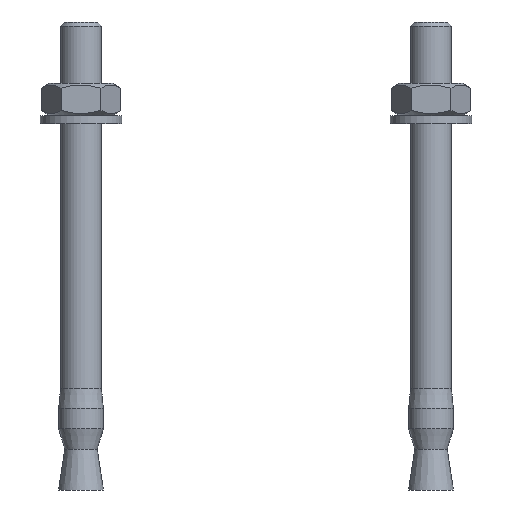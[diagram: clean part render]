
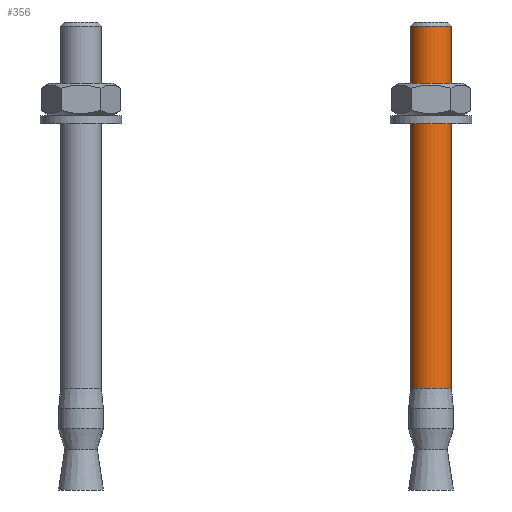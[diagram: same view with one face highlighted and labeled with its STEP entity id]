
A CAD part, left-side view. The second image highlights one B-rep face of the part: STEP entity #356.
In plain terms, the highlighted cylindrical face has radius 5 mm (diameter 10 mm), a full revolution.
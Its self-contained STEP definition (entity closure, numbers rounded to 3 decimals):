
#107=CYLINDRICAL_SURFACE('',#387,5.);
#113=FACE_BOUND('',#157,.T.);
#130=FACE_OUTER_BOUND('',#156,.T.);
#156=EDGE_LOOP('',(#279));
#157=EDGE_LOOP('',(#280));
#196=CIRCLE('',#385,5.);
#198=CIRCLE('',#388,5.);
#213=VERTEX_POINT('',#565);
#215=VERTEX_POINT('',#570);
#242=EDGE_CURVE('',#213,#213,#196,.T.);
#244=EDGE_CURVE('',#215,#215,#198,.T.);
#279=ORIENTED_EDGE('',*,*,#244,.T.);
#280=ORIENTED_EDGE('',*,*,#242,.F.);
#356=ADVANCED_FACE('',(#130,#113),#107,.T.);
#385=AXIS2_PLACEMENT_3D('',#566,#445,#446);
#387=AXIS2_PLACEMENT_3D('',#569,#449,#450);
#388=AXIS2_PLACEMENT_3D('',#571,#451,#452);
#445=DIRECTION('center_axis',(0.,0.,1.));
#446=DIRECTION('ref_axis',(0.,1.,0.));
#449=DIRECTION('center_axis',(0.,0.,1.));
#450=DIRECTION('ref_axis',(0.,-1.,0.));
#451=DIRECTION('center_axis',(0.,0.,1.));
#452=DIRECTION('ref_axis',(0.,-1.,0.));
#565=CARTESIAN_POINT('',(0.,-5.,89.));
#566=CARTESIAN_POINT('Origin',(0.,0.,89.));
#569=CARTESIAN_POINT('Origin',(0.,0.,45.));
#570=CARTESIAN_POINT('',(0.,-5.,0.));
#571=CARTESIAN_POINT('Origin',(0.,0.,0.));
